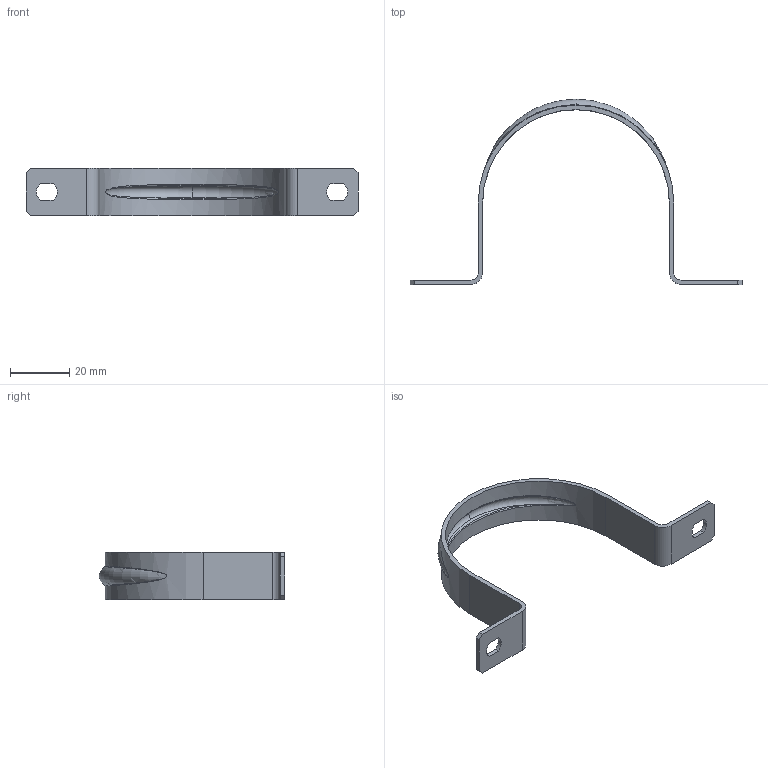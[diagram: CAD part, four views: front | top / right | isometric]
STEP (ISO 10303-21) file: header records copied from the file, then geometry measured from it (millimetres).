
FILE_DESCRIPTION(('CoCreate Modeling STEP Export'),'2;1');
FILE_NAME('1018639.stp','2018-05-15T15:48:54',(''),(''),'CoCreate Modeling STEP processor for AP214 (Solid Model)','CoCreate Modeling 16.00D 29-May-2009 (C) Parametric Technology GmbH','');
FILE_SCHEMA(('AUTOMOTIVE_DESIGN { 1 0 10303 214 1 1 1 1 }'));
Length unit declared in the file: millimetre
Products named in the file (1): Befestigungsschelle
Bounding box: 112 x 62.49 x 16 mm (x, y, z)
Volume: 4631.7 mm3; surface area: 7086.9 mm2
Topology: 1 solids, 1 shells, 195 faces, 558 edges, 370 vertices
Faces by surface type: plane 169, cylinder 14, bspline 6, torus 4, cone 2
Entity records: 11766 total; most frequent: CARTESIAN_POINT 6718, ORIENTED_EDGE 1116, DIRECTION 922, EDGE_CURVE 558, VECTOR 506, LINE 506, VERTEX_POINT 370, AXIS2_PLACEMENT_3D 208
